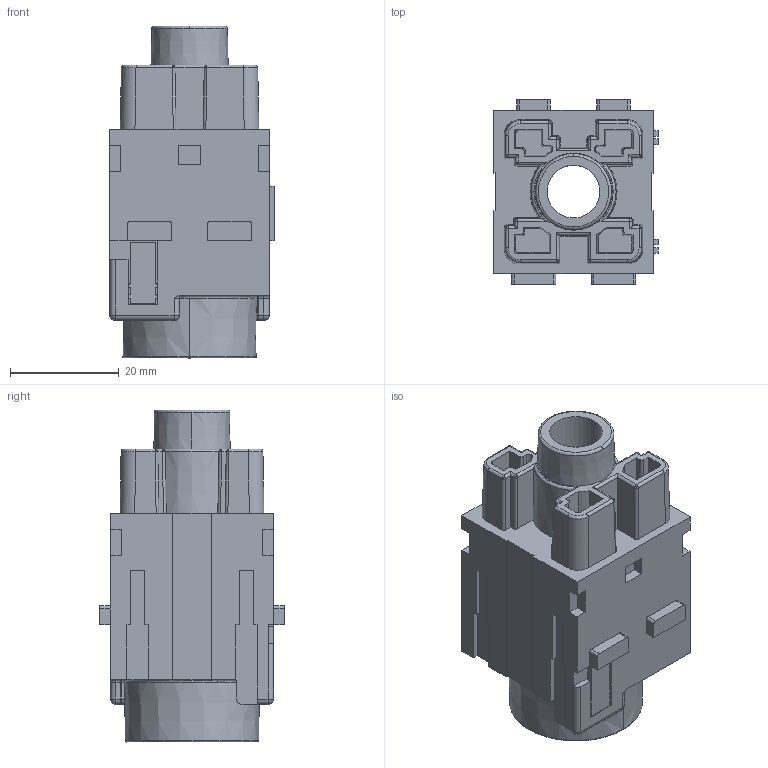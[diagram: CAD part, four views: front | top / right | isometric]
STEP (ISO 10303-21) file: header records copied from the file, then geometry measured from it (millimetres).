
FILE_DESCRIPTION(('Creo Elements/Direct Modeling STEP Export'),'2;1');
FILE_NAME('0ln7uvk5p7ju1nl2124','2023-02-15T 7:56:14',(''),(''),'Creo Elements/Direct Modeling STEP processor for AP214 (Solid Model)','Creo Elements/Direct Modeling 20.1B 02-Apr-2019 (C) Parametric Technology GmbH','');
FILE_SCHEMA(('AUTOMOTIVE_DESIGN { 1 0 10303 214 1 1 1 1 }'));
Length unit declared in the file: millimetre
Products named in the file (2): CX 01B 30F
Assembly tree (1 placements, depth 2):
  CX 01B 30F
    CX 01B 30F
Bounding box: 30.3 x 34 x 61.1 mm (x, y, z)
Volume: 21480.5 mm3; surface area: 19314.8 mm2
Topology: 1 solids, 1 shells, 437 faces, 1171 edges, 748 vertices
Faces by surface type: plane 234, cylinder 125, bspline 37, cone 18, torus 13, sphere 8, extrusion 2
Entity records: 20073 total; most frequent: CARTESIAN_POINT 6228, ORIENTED_EDGE 2326, DIRECTION 1887, EDGE_CURVE 1163, VERTEX_POINT 748, VECTOR 727, LINE 725, AXIS2_PLACEMENT_3D 580
